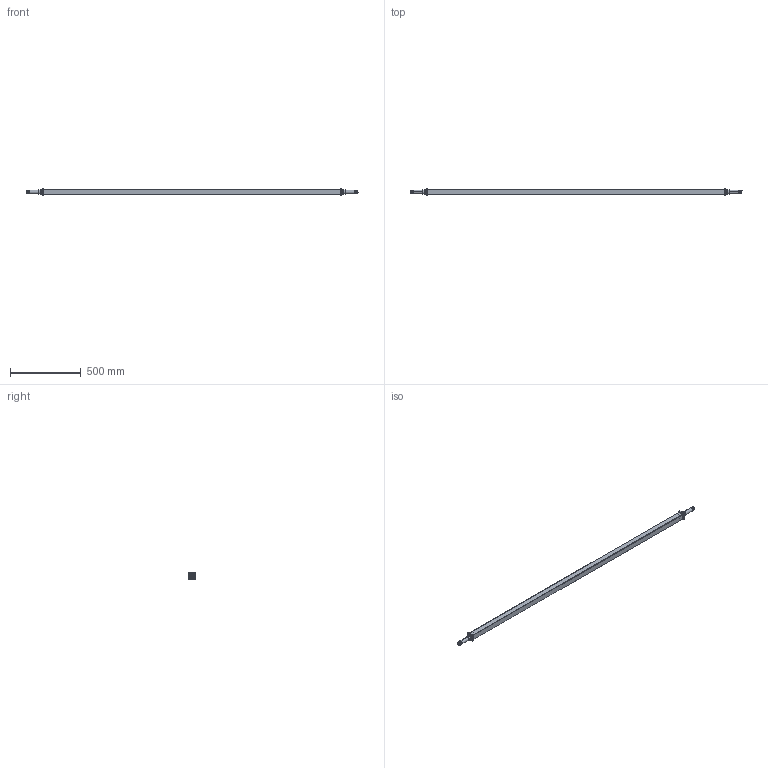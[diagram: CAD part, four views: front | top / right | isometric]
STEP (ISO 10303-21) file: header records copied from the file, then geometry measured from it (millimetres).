
FILE_DESCRIPTION (( 'STEP AP203' ), '1' );
FILE_NAME ('40MM AXLE SEVERAL SIZES_REV_.step', '2025-08-17T04:51:37', ( '' ), ( '' ), 'SwSTEP 2.0', 'SolidWorks 2024', '' );
FILE_SCHEMA (( 'CONFIG_CONTROL_DESIGN' ));
Length unit declared in the file: millimetre
Products named in the file (1): 40MM AXLE SEVERAL SIZES_REV_
Bounding box: 2340 x 50.8 x 50.8 mm (x, y, z)
Volume: 3566346.2 mm3; surface area: 381444.8 mm2
Topology: 9 solids, 9 shells, 194 faces, 515 edges, 335 vertices
Faces by surface type: cylinder 93, plane 50, bspline 32, cone 19
Entity records: 12550 total; most frequent: CARTESIAN_POINT 8259, ORIENTED_EDGE 1030, DIRECTION 702, EDGE_CURVE 515, VERTEX_POINT 335, AXIS2_PLACEMENT_3D 261, EDGE_LOOP 206, ADVANCED_FACE 194
